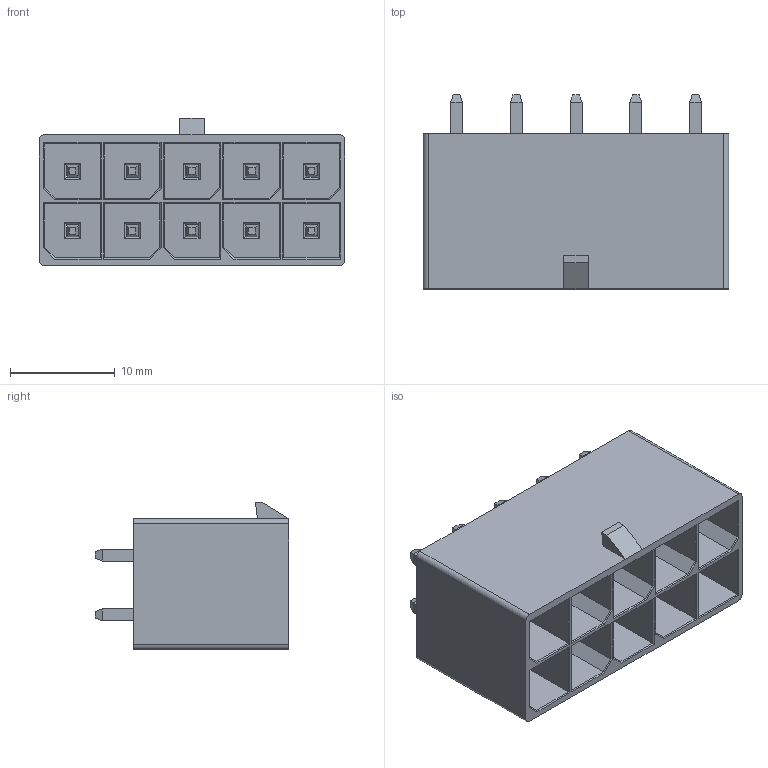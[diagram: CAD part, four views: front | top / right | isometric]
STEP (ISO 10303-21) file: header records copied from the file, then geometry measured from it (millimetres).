
FILE_DESCRIPTION(/* description */ ('Unknown'),/* implementation_level */ '2;1');
FILE_NAME(/* name */ '657010230201',/* time_stamp */ '2022-10-13T09:48:27+02:00',/* author */ ('Unknown'),/* organization */ ('Unknown'),/* preprocessor_version */ 'ST-DEVELOPER v16.7',/* originating_system */ 'Solid Edge',/* authorisation */ 'Unknown');
FILE_SCHEMA (('AUTOMOTIVE_DESIGN {1 0 10303 214 3 1 1}'));
Length unit declared in the file: millimetre
Products named in the file (3): 6570xx230201; 657010230201; 6570xx230201_Pin
Assembly tree (11 placements, depth 2):
  6570xx230201
    657010230201
    6570xx230201_Pin  x10
Bounding box: 29.15 x 18.5 x 14.03 mm (x, y, z)
Volume: 2294.2 mm3; surface area: 5483.3 mm2
Topology: 11 solids, 11 shells, 593 faces, 1418 edges, 875 vertices
Faces by surface type: plane 549, cylinder 44
Entity records: 13704 total; most frequent: CARTESIAN_POINT 2376, ORIENTED_EDGE 2332, DIRECTION 2212, EDGE_CURVE 1166, LINE 1078, VECTOR 1078, VERTEX_POINT 731, AXIS2_PLACEMENT_3D 567
